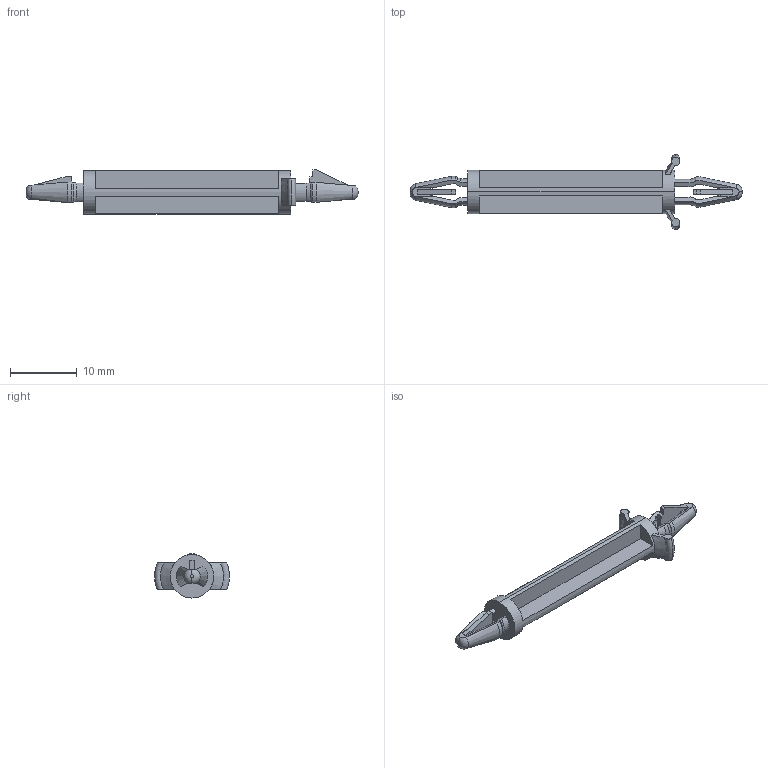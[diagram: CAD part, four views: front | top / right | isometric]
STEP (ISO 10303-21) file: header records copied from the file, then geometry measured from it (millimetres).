
FILE_DESCRIPTION (( 'STEP AP203' ), '1' );
FILE_NAME ('DISTANS SERISI - KYD 603.STEP', '2018-11-26T07:35:23', ( 'user' ), ( '' ), 'SwSTEP 2.0', 'SolidWorks 2016', '' );
FILE_SCHEMA (( 'CONFIG_CONTROL_DESIGN' ));
Length unit declared in the file: millimetre
Products named in the file (1): DISTANS SERISI - KYD 603
Bounding box: 49.74 x 11.19 x 6.6 mm (x, y, z)
Volume: 593.5 mm3; surface area: 1251.5 mm2
Topology: 1 solids, 1 shells, 139 faces, 394 edges, 259 vertices
Faces by surface type: plane 47, bspline 38, cone 20, cylinder 18, torus 16
Entity records: 5487 total; most frequent: CARTESIAN_POINT 2136, ORIENTED_EDGE 780, DIRECTION 559, EDGE_CURVE 390, VERTEX_POINT 259, AXIS2_PLACEMENT_3D 214, EDGE_LOOP 149, B_SPLINE_CURVE_WITH_KNOTS 144
